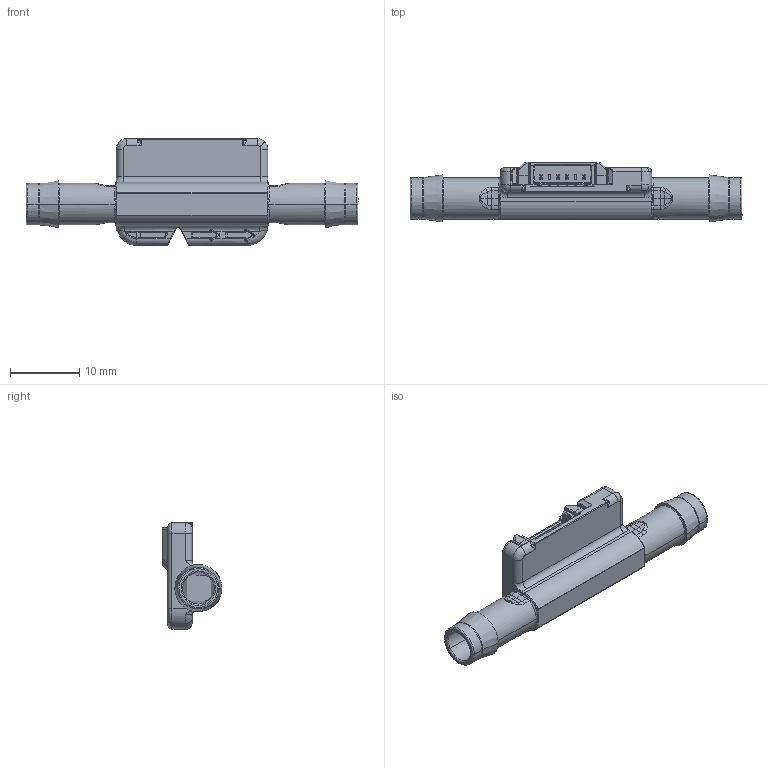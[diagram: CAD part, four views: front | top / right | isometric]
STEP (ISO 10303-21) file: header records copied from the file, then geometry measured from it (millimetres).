
FILE_DESCRIPTION (( 'STEP AP214' ), '1' );
FILE_NAME ('155260-00_Public Model SLF3S-4000B.step', '2021-10-12T14:36:04', ( '' ), ( '' ), 'SwSTEP 2.0', 'SolidWorks 2019', '' );
FILE_SCHEMA (( 'AUTOMOTIVE_DESIGN' ));
Length unit declared in the file: millimetre
Products named in the file (1): 155260-00_Public Model SLF3S-4000B
Bounding box: 48 x 8.63 x 15.45 mm (x, y, z)
Volume: 1869.1 mm3; surface area: 2462.3 mm2
Topology: 1 solids, 3 shells, 1054 faces, 2634 edges, 1563 vertices
Faces by surface type: plane 450, cylinder 301, bspline 232, sphere 43, torus 19, cone 9
Entity records: 37446 total; most frequent: CARTESIAN_POINT 11688, ORIENTED_EDGE 5196, DIRECTION 4166, EDGE_CURVE 2598, VERTEX_POINT 1563, VECTOR 1478, LINE 1478, AXIS2_PLACEMENT_3D 1344
